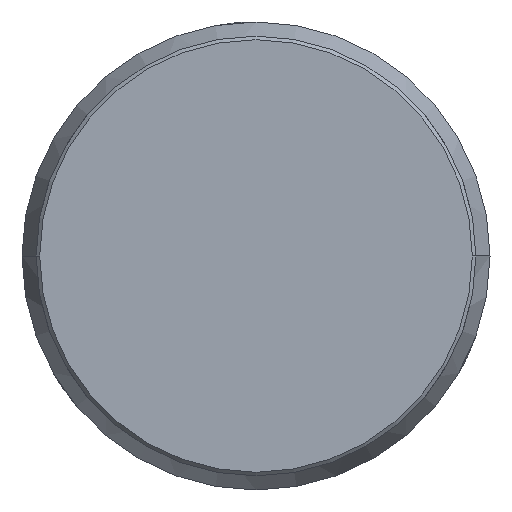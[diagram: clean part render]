
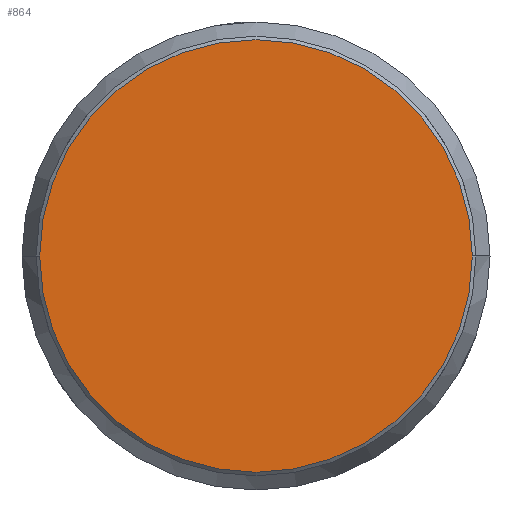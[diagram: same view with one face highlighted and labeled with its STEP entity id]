
A CAD part, left-side view. The second image highlights one B-rep face of the part: STEP entity #864.
In plain terms, the highlighted planar face has unit normal (-1, 0, 0).
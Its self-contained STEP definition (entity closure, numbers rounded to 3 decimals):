
#63 = CARTESIAN_POINT ( 'NONE',  ( -99.65, -30.5, 0. ) ) ;
#85 = DIRECTION ( 'NONE',  ( 1., 0., 0. ) ) ;
#326 = CARTESIAN_POINT ( 'NONE',  ( -99.65, 30.5, 0. ) ) ;
#351 = AXIS2_PLACEMENT_3D ( 'NONE', #2323, #1793, #1799 ) ;
#432 = CIRCLE ( 'NONE', #351, 30.5 ) ;
#565 = EDGE_LOOP ( 'NONE', ( #1591, #1919 ) ) ;
#638 = FACE_OUTER_BOUND ( 'NONE', #565, .T. ) ;
#801 = PLANE ( 'NONE',  #1877 ) ;
#864 = ADVANCED_FACE ( 'NONE', ( #638 ), #801, .F. ) ;
#865 = VERTEX_POINT ( 'NONE', #63 ) ;
#971 = CARTESIAN_POINT ( 'NONE',  ( -99.65, -30.866, 30.866 ) ) ;
#1150 = DIRECTION ( 'NONE',  ( -1., 0., 0. ) ) ;
#1504 = CIRCLE ( 'NONE', #1715, 30.5 ) ;
#1591 = ORIENTED_EDGE ( 'NONE', *, *, #1760, .T. ) ;
#1711 = CARTESIAN_POINT ( 'NONE',  ( -99.65, 0., 0. ) ) ;
#1715 = AXIS2_PLACEMENT_3D ( 'NONE', #1711, #1150, #2085 ) ;
#1760 = EDGE_CURVE ( 'NONE', #2001, #865, #1504, .T. ) ;
#1793 = DIRECTION ( 'NONE',  ( -1., 0., 0. ) ) ;
#1799 = DIRECTION ( 'NONE',  ( 0., 1., 0. ) ) ;
#1877 = AXIS2_PLACEMENT_3D ( 'NONE', #971, #85, #2267 ) ;
#1919 = ORIENTED_EDGE ( 'NONE', *, *, #2324, .T. ) ;
#2001 = VERTEX_POINT ( 'NONE', #326 ) ;
#2085 = DIRECTION ( 'NONE',  ( 0., 1., 0. ) ) ;
#2267 = DIRECTION ( 'NONE',  ( 0., 0., -1. ) ) ;
#2323 = CARTESIAN_POINT ( 'NONE',  ( -99.65, 0., 0. ) ) ;
#2324 = EDGE_CURVE ( 'NONE', #865, #2001, #432, .T. ) ;
